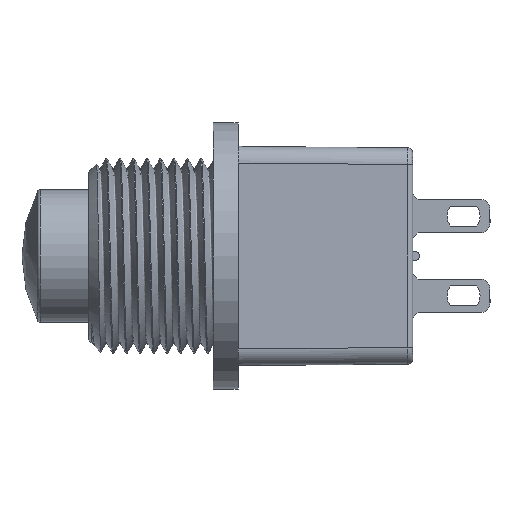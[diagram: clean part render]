
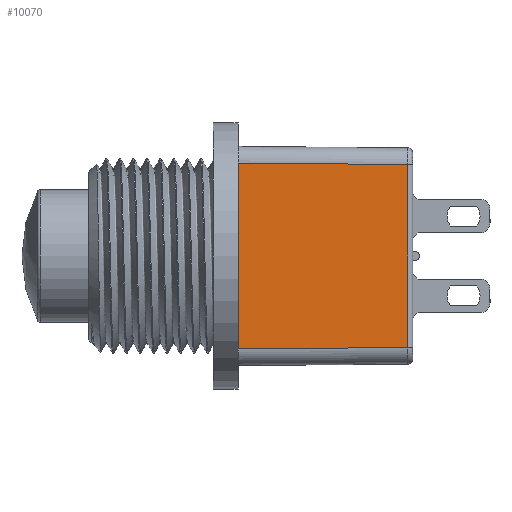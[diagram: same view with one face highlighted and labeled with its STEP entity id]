
A CAD part, left-side view. The second image highlights one B-rep face of the part: STEP entity #10070.
In plain terms, the highlighted planar face has unit normal (-1, -0.009, 0).
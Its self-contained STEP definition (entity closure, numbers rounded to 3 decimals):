
#1376 = CARTESIAN_POINT ( 'NONE',  ( -7.242, 10.5, -6.5 ) ) ;
#2457 = ORIENTED_EDGE ( 'NONE', *, *, #54632, .T. ) ;
#2853 = CARTESIAN_POINT ( 'NONE',  ( -7.153, 0.297, 5.503 ) ) ;
#4169 = ORIENTED_EDGE ( 'NONE', *, *, #11881, .T. ) ;
#8488 = LINE ( 'NONE', #36315, #56141 ) ;
#8570 = EDGE_LOOP ( 'NONE', ( #2457, #56617, #4169, #12322 ) ) ;
#8766 = CARTESIAN_POINT ( 'NONE',  ( -7.149, -0.105, 5.499 ) ) ;
#8970 = DIRECTION ( 'NONE',  ( -0.009, 1., 0.009 ) ) ;
#10070 = ADVANCED_FACE ( 'NONE', ( #30610 ), #55224, .T. ) ;
#11008 = LINE ( 'NONE', #8766, #58612 ) ;
#11881 = EDGE_CURVE ( 'NONE', #27455, #36693, #11008, .T. ) ;
#12322 = ORIENTED_EDGE ( 'NONE', *, *, #54836, .F. ) ;
#12482 = CARTESIAN_POINT ( 'NONE',  ( -7.242, 10.5, -5.592 ) ) ;
#15311 = VERTEX_POINT ( 'NONE', #12482 ) ;
#23280 = LINE ( 'NONE', #1376, #58636 ) ;
#24062 = VECTOR ( 'NONE', #40711, 1000. ) ;
#24186 = DIRECTION ( 'NONE',  ( -1., -0.009, 0. ) ) ;
#25669 = CARTESIAN_POINT ( 'NONE',  ( -7.242, 10.5, 5.592 ) ) ;
#27455 = VERTEX_POINT ( 'NONE', #2853 ) ;
#30610 = FACE_OUTER_BOUND ( 'NONE', #8570, .T. ) ;
#31637 = DIRECTION ( 'NONE',  ( 0., 0., 1. ) ) ;
#36315 = CARTESIAN_POINT ( 'NONE',  ( -7.153, 0.297, -6.5 ) ) ;
#36693 = VERTEX_POINT ( 'NONE', #25669 ) ;
#36875 = EDGE_CURVE ( 'NONE', #39489, #27455, #8488, .T. ) ;
#39489 = VERTEX_POINT ( 'NONE', #56008 ) ;
#40711 = DIRECTION ( 'NONE',  ( 0.009, -1., 0.009 ) ) ;
#45337 = CARTESIAN_POINT ( 'NONE',  ( -7.15, 0.009, -5.5 ) ) ;
#45579 = DIRECTION ( 'NONE',  ( 0., 0., 1. ) ) ;
#47138 = AXIS2_PLACEMENT_3D ( 'NONE', #51804, #24186, #56448 ) ;
#47165 = LINE ( 'NONE', #45337, #24062 ) ;
#51804 = CARTESIAN_POINT ( 'NONE',  ( -7.15, 0., -6.5 ) ) ;
#54632 = EDGE_CURVE ( 'NONE', #15311, #39489, #47165, .T. ) ;
#54836 = EDGE_CURVE ( 'NONE', #15311, #36693, #23280, .T. ) ;
#55224 = PLANE ( 'NONE',  #47138 ) ;
#56008 = CARTESIAN_POINT ( 'NONE',  ( -7.153, 0.297, -5.503 ) ) ;
#56141 = VECTOR ( 'NONE', #45579, 1000. ) ;
#56448 = DIRECTION ( 'NONE',  ( 0.009, -1., 0. ) ) ;
#56617 = ORIENTED_EDGE ( 'NONE', *, *, #36875, .T. ) ;
#58612 = VECTOR ( 'NONE', #8970, 1000. ) ;
#58636 = VECTOR ( 'NONE', #31637, 1000. ) ;
